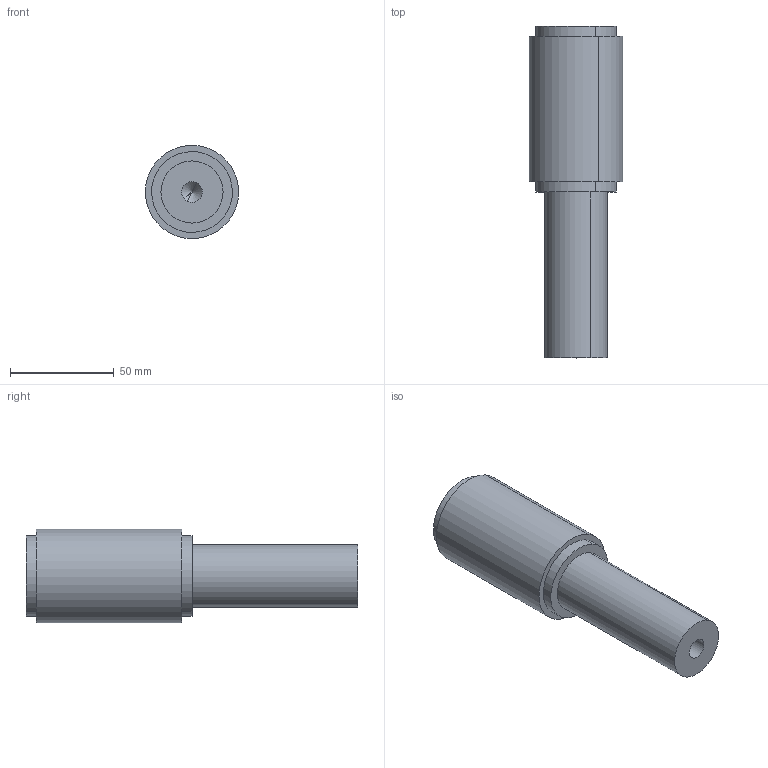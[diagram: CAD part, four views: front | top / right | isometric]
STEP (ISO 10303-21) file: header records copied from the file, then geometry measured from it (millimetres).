
FILE_DESCRIPTION(('CATIA V5 STEP Exchange'),'2;1');
FILE_NAME('3.stp','2023-07-18T20:50:19+00:00',('none'),('none'),'CATIA Version 5 Release 20 GA (IN-10)','CATIA V5 STEP AP203','none');
FILE_SCHEMA(('CONFIG_CONTROL_DESIGN'));
Length unit declared in the file: millimetre
Products named in the file (1): 3_80
Bounding box: 44.99 x 160 x 44.99 mm (x, y, z)
Volume: 178123.1 mm3; surface area: 22502.8 mm2
Topology: 1 solids, 1 shells, 17 faces, 34 edges, 21 vertices
Faces by surface type: cylinder 10, plane 5, cone 2
Entity records: 429 total; most frequent: CARTESIAN_POINT 65, ORIENTED_EDGE 64, DIRECTION 54, AXIS2_PLACEMENT_3D 32, EDGE_CURVE 32, EDGE_LOOP 21, VERTEX_POINT 21, CIRCLE 20
